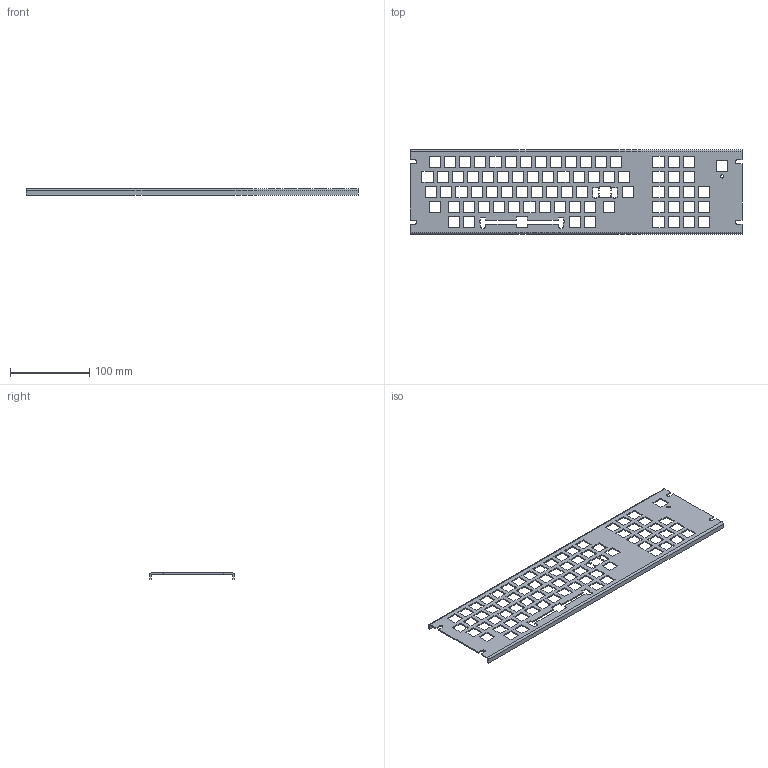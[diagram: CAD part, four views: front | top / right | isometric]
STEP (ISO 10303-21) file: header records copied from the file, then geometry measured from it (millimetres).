
FILE_DESCRIPTION (( 'STEP AP203' ), '1' );
FILE_NAME ('trs804kb-15-1063-804-98-stab.STEP', '2024-02-08T00:36:18', ( '' ), ( '' ), 'SwSTEP 2.0', 'SolidWorks 2022', '' );
FILE_SCHEMA (( 'CONFIG_CONTROL_DESIGN' ));
Length unit declared in the file: millimetre
Products named in the file (1): trs804kb-15-1063-804-98-stab
Bounding box: 418.68 x 106.28 x 8.04 mm (x, y, z)
Volume: 50461.7 mm3; surface area: 75825.3 mm2
Topology: 1 solids, 1 shells, 844 faces, 2510 edges, 1668 vertices
Faces by surface type: plane 838, cylinder 6
Entity records: 28063 total; most frequent: CARTESIAN_POINT 5023, ORIENTED_EDGE 5020, DIRECTION 4212, EDGE_CURVE 2510, VECTOR 2498, LINE 2498, VERTEX_POINT 1668, EDGE_LOOP 998
